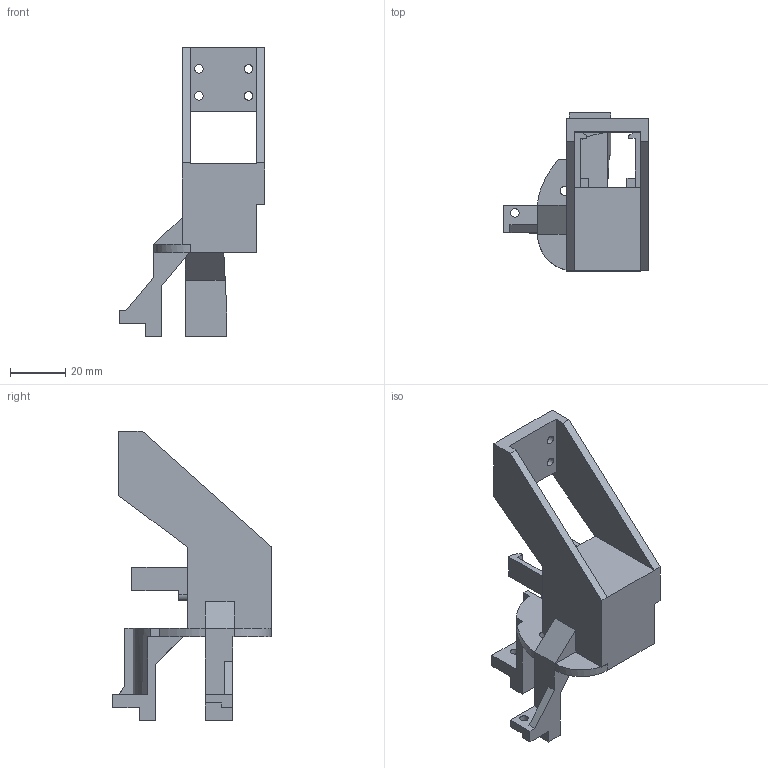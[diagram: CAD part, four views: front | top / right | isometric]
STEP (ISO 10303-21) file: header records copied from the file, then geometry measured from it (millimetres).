
FILE_DESCRIPTION(/* description */ ('STEP AP203'),/* implementation_level */ '2;1');
FILE_NAME(/* name */ 'wheel-bracket-outer-left v2.step',/* time_stamp */ '2025-06-13T17:21:31-07:00',/* author */ (''),/* organization */ (''),/* preprocessor_version */ 'ST-DEVELOPER v20.1',/* originating_system */ 'Autodesk Translation Framework v14.10.0.0',/* authorisation */ '');
FILE_SCHEMA (('AUTOMOTIVE_DESIGN { 1 0 10303 214 3 1 1 }'));
Length unit declared in the file: millimetre
Products named in the file (1): wheel-bracket-outer-left-3
Bounding box: 52.86 x 57.35 x 104.96 mm (x, y, z)
Volume: 35435.6 mm3; surface area: 18546.3 mm2
Topology: 1 solids, 1 shells, 110 faces, 323 edges, 212 vertices
Faces by surface type: plane 90, cylinder 19, bspline 1
Full cylindrical faces by diameter (mm): 3.1 x6, 3.5 x1
Entity records: 3669 total; most frequent: CARTESIAN_POINT 659, ORIENTED_EDGE 646, DIRECTION 583, EDGE_CURVE 323, LINE 279, VECTOR 279, VERTEX_POINT 212, AXIS2_PLACEMENT_3D 152
